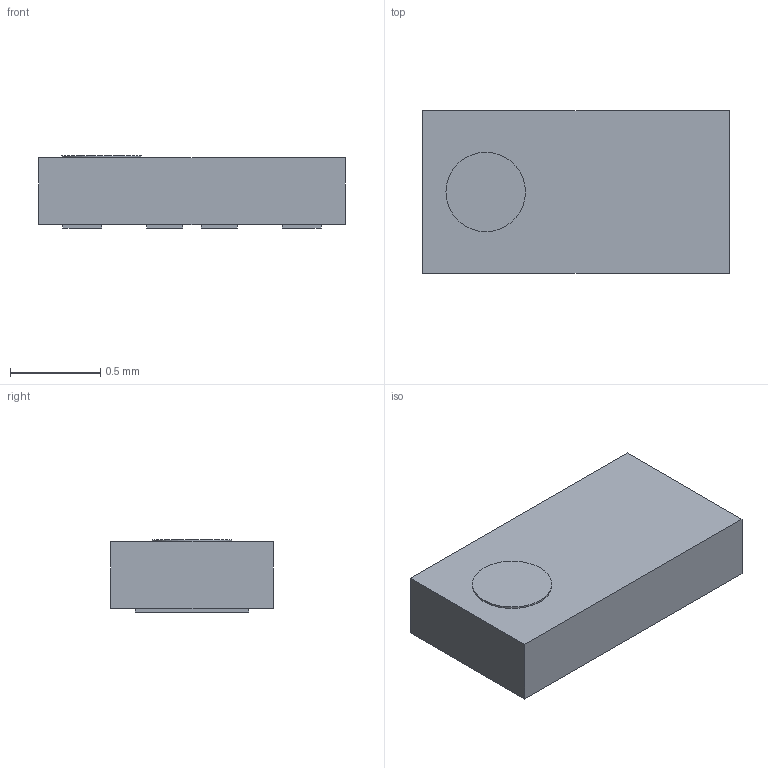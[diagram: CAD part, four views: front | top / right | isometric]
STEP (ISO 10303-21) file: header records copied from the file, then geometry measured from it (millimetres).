
FILE_DESCRIPTION(('FreeCAD Model'),'2;1');
FILE_NAME('732741.4.3.stp','2022-03-31T06:36:15',( 'Author'),(''),'Open CASCADE STEP processor 6.9','FreeCAD','Unknown' );
FILE_SCHEMA(('AUTOMOTIVE_DESIGN { 1 0 10303 214 1 1 1 1 }'));
Length unit declared in the file: millimetre
Products named in the file (4): ASSEMBLY; solidBody; solidLead; solidmark
Assembly tree (3 placements, depth 2):
  ASSEMBLY
    solidBody
    solidLead
    solidmark
Bounding box: 1.7 x 0.9 x 0.4 mm (x, y, z)
Volume: 0.6 mm3; surface area: 6.4 mm2
Topology: 8 solids, 8 shells, 46 faces, 90 edges, 60 vertices
Faces by surface type: plane 44, cylinder 2
Entity records: 2456 total; most frequent: CARTESIAN_POINT 380, DIRECTION 374, LINE 262, VECTOR 262, ORIENTED_EDGE 180, PCURVE 180, DEFINITIONAL_REPRESENTATION 180, EDGE_CURVE 90
